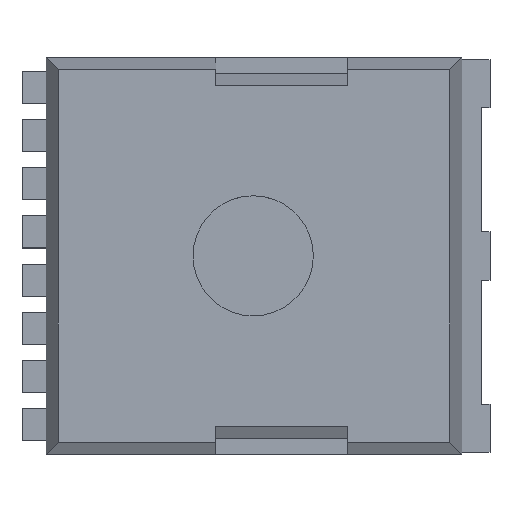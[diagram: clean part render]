
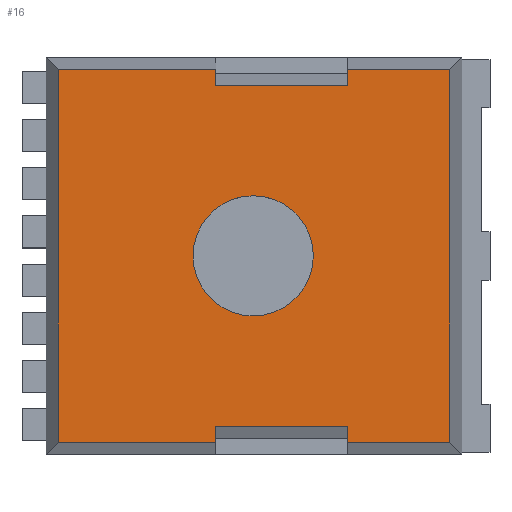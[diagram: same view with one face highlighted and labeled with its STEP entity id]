
A CAD part, top view. The second image highlights one B-rep face of the part: STEP entity #16.
In plain terms, the highlighted planar face has unit normal (0, 0, 1).
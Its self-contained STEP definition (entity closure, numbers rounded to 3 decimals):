
#12=DIRECTION('',(0.,0.,1.));
#16=ADVANCED_FACE('',(#17,#111),#121,.T.);
#17=FACE_BOUND('',#18,.T.);
#18=EDGE_LOOP('',(#19,#29,#37,#41,#46,#52,#59,#64,#69,#77,#83,#87,#92,#98,#103,#108));
#19=ORIENTED_EDGE('',*,*,#20,.T.);
#20=EDGE_CURVE('',#21,#23,#25,.T.);
#21=VERTEX_POINT('',#22);
#22=CARTESIAN_POINT('',(-4.938,-4.65,2.32));
#23=VERTEX_POINT('',#24);
#24=CARTESIAN_POINT('',(-1.01,-4.65,2.32));
#25=LINE('',#26,#27);
#26=CARTESIAN_POINT('',(-5.238,-4.65,2.32));
#27=VECTOR('',#28,1.);
#28=DIRECTION('',(1.,0.,0.));
#29=ORIENTED_EDGE('',*,*,#30,.T.);
#30=EDGE_CURVE('',#23,#31,#33,.T.);
#31=VERTEX_POINT('',#32);
#32=CARTESIAN_POINT('',(-1.01,-4.55,2.32));
#33=LINE('',#34,#35);
#34=CARTESIAN_POINT('',(-1.01,-2.275,2.32));
#35=VECTOR('',#36,1.);
#36=DIRECTION('',(0.,1.,0.));
#37=ORIENTED_EDGE('',*,*,#38,.T.);
#38=EDGE_CURVE('',#31,#39,#33,.T.);
#39=VERTEX_POINT('',#40);
#40=CARTESIAN_POINT('',(-1.01,-4.25,2.32));
#41=ORIENTED_EDGE('',*,*,#42,.T.);
#42=EDGE_CURVE('',#39,#43,#45,.T.);
#43=VERTEX_POINT('',#44);
#44=CARTESIAN_POINT('',(2.29,-4.25,2.32));
#45=LINE('',#40,#27);
#46=ORIENTED_EDGE('',*,*,#47,.F.);
#47=EDGE_CURVE('',#48,#43,#50,.T.);
#48=VERTEX_POINT('',#49);
#49=CARTESIAN_POINT('',(2.29,-4.55,2.32));
#50=LINE('',#51,#35);
#51=CARTESIAN_POINT('',(2.29,-2.675,2.32));
#52=ORIENTED_EDGE('',*,*,#53,.T.);
#53=EDGE_CURVE('',#48,#54,#56,.T.);
#54=VERTEX_POINT('',#55);
#55=CARTESIAN_POINT('',(2.29,-4.65,2.32));
#56=LINE('',#51,#57);
#57=VECTOR('',#58,1.);
#58=DIRECTION('',(0.,-1.,0.));
#59=ORIENTED_EDGE('',*,*,#60,.T.);
#60=EDGE_CURVE('',#54,#61,#63,.T.);
#61=VERTEX_POINT('',#62);
#62=CARTESIAN_POINT('',(4.838,-4.65,2.32));
#63=LINE('',#55,#27);
#64=ORIENTED_EDGE('',*,*,#65,.T.);
#65=EDGE_CURVE('',#61,#66,#68,.T.);
#66=VERTEX_POINT('',#67);
#67=CARTESIAN_POINT('',(4.838,4.65,2.32));
#68=LINE('',#62,#35);
#69=ORIENTED_EDGE('',*,*,#70,.T.);
#70=EDGE_CURVE('',#66,#71,#73,.T.);
#71=VERTEX_POINT('',#72);
#72=CARTESIAN_POINT('',(2.29,4.65,2.32));
#73=LINE('',#74,#75);
#74=CARTESIAN_POINT('',(5.138,4.65,2.32));
#75=VECTOR('',#76,1.);
#76=DIRECTION('',(-1.,0.,0.));
#77=ORIENTED_EDGE('',*,*,#78,.T.);
#78=EDGE_CURVE('',#71,#79,#81,.T.);
#79=VERTEX_POINT('',#80);
#80=CARTESIAN_POINT('',(2.29,4.55,2.32));
#81=LINE('',#82,#57);
#82=CARTESIAN_POINT('',(2.29,2.275,2.32));
#83=ORIENTED_EDGE('',*,*,#84,.T.);
#84=EDGE_CURVE('',#79,#85,#81,.T.);
#85=VERTEX_POINT('',#86);
#86=CARTESIAN_POINT('',(2.29,4.25,2.32));
#87=ORIENTED_EDGE('',*,*,#88,.T.);
#88=EDGE_CURVE('',#85,#89,#91,.T.);
#89=VERTEX_POINT('',#90);
#90=CARTESIAN_POINT('',(-1.01,4.25,2.32));
#91=LINE('',#86,#75);
#92=ORIENTED_EDGE('',*,*,#93,.F.);
#93=EDGE_CURVE('',#94,#89,#96,.T.);
#94=VERTEX_POINT('',#95);
#95=CARTESIAN_POINT('',(-1.01,4.55,2.32));
#96=LINE('',#97,#57);
#97=CARTESIAN_POINT('',(-1.01,2.675,2.32));
#98=ORIENTED_EDGE('',*,*,#99,.T.);
#99=EDGE_CURVE('',#94,#100,#102,.T.);
#100=VERTEX_POINT('',#101);
#101=CARTESIAN_POINT('',(-1.01,4.65,2.32));
#102=LINE('',#97,#35);
#103=ORIENTED_EDGE('',*,*,#104,.T.);
#104=EDGE_CURVE('',#100,#105,#107,.T.);
#105=VERTEX_POINT('',#106);
#106=CARTESIAN_POINT('',(-4.938,4.65,2.32));
#107=LINE('',#101,#75);
#108=ORIENTED_EDGE('',*,*,#109,.T.);
#109=EDGE_CURVE('',#105,#21,#110,.T.);
#110=LINE('',#106,#57);
#111=FACE_BOUND('',#112,.T.);
#112=EDGE_LOOP('',(#113));
#113=ORIENTED_EDGE('',*,*,#114,.T.);
#114=EDGE_CURVE('',#115,#115,#117,.T.);
#115=VERTEX_POINT('',#116);
#116=CARTESIAN_POINT('',(-1.571,0.,2.32));
#117=CIRCLE('',#118,1.5);
#118=AXIS2_PLACEMENT_3D('',#119,#120,#76);
#119=CARTESIAN_POINT('',(-0.071,0.,2.32));
#120=DIRECTION('',(0.,0.,-1.));
#121=PLANE('',#122);
#122=AXIS2_PLACEMENT_3D('',#123,#12,#28);
#123=CARTESIAN_POINT('',(-0.05,0.,2.32));
